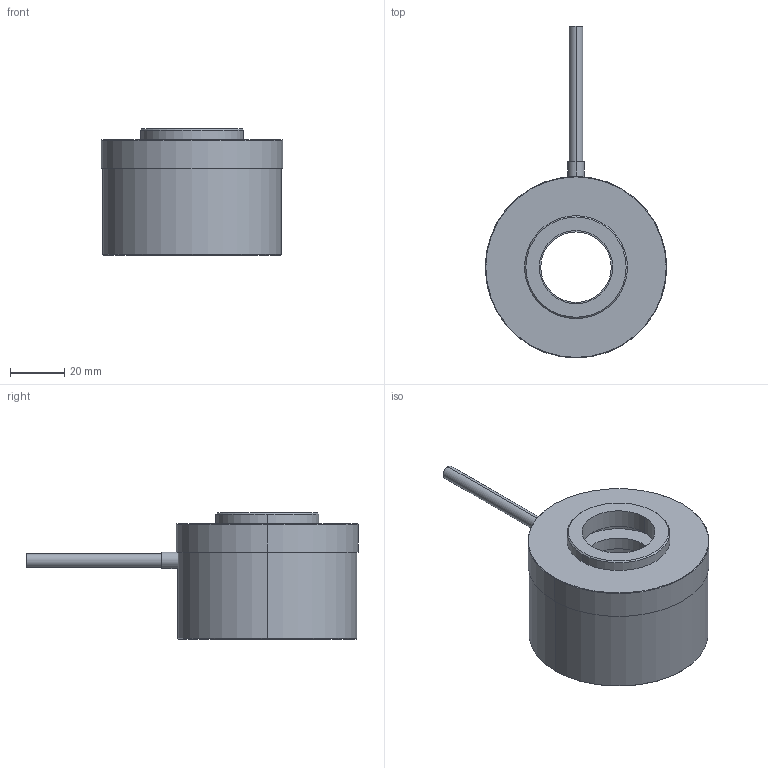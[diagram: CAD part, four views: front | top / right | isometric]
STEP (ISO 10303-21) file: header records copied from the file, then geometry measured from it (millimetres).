
FILE_DESCRIPTION (( 'STEP AP203' ), '1' );
FILE_NAME ('P76-B1标准三维图2020.06.STEP', '2020-06-12T05:41:41', ( '' ), ( '' ), 'SwSTEP 2.0', 'SolidWorks 2016', '' );
FILE_SCHEMA (( 'CONFIG_CONTROL_DESIGN' ));
Length unit declared in the file: millimetre
Products named in the file (1): P76-B1标准三维图2020.06
Bounding box: 67 x 122.5 x 46.5 mm (x, y, z)
Volume: 102639 mm3; surface area: 22625.1 mm2
Topology: 2 solids, 2 shells, 36 faces, 70 edges, 44 vertices
Faces by surface type: cylinder 18, plane 10, cone 8
Entity records: 1013 total; most frequent: DIRECTION 188, CARTESIAN_POINT 151, ORIENTED_EDGE 140, AXIS2_PLACEMENT_3D 81, EDGE_CURVE 70, VERTEX_POINT 44, EDGE_LOOP 44, CIRCLE 44
